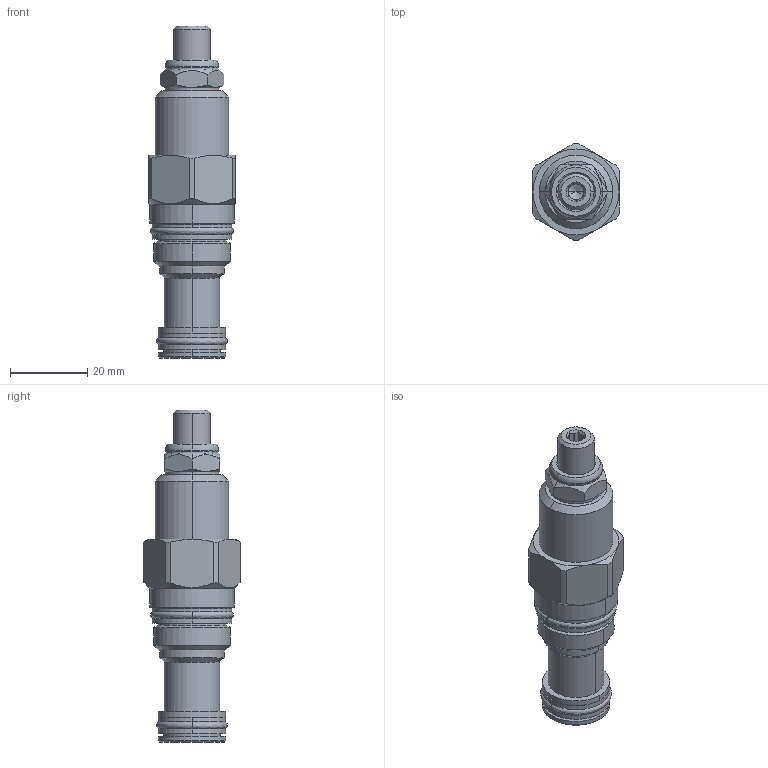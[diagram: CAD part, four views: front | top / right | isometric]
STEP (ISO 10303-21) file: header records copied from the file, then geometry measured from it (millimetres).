
FILE_DESCRIPTION((''),'2;1');
FILE_NAME('NFCD-LFN_PRT','2015-07-22T',('Administrator'),(''),'PRO/ENGINEER BY PARAMETRIC TECHNOLOGY CORPORATION, 2006240','PRO/ENGINEER BY PARAMETRIC TECHNOLOGY CORPORATION, 2006240','');
FILE_SCHEMA(('CONFIG_CONTROL_DESIGN'));
Length unit declared in the file: inch
Products named in the file (1): NFCD-LFN_PRT
Bounding box: 22.23 x 24.84 x 85.75 mm (x, y, z)
Volume: 21276.9 mm3; surface area: 7642.2 mm2
Topology: 3 solids, 4 shells, 177 faces, 398 edges, 239 vertices
Faces by surface type: cylinder 58, plane 49, cone 48, torus 14, revolution 8
Entity records: 5722 total; most frequent: CARTESIAN_POINT 1698, DIRECTION 880, ORIENTED_EDGE 792, EDGE_CURVE 396, AXIS2_PLACEMENT_3D 365, VERTEX_POINT 239, CIRCLE 196, EDGE_LOOP 195
